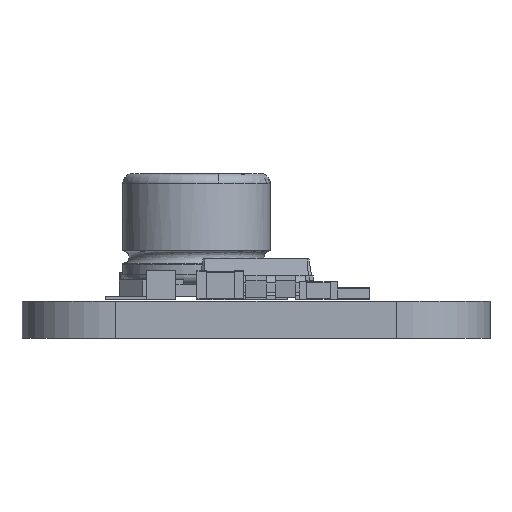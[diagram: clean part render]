
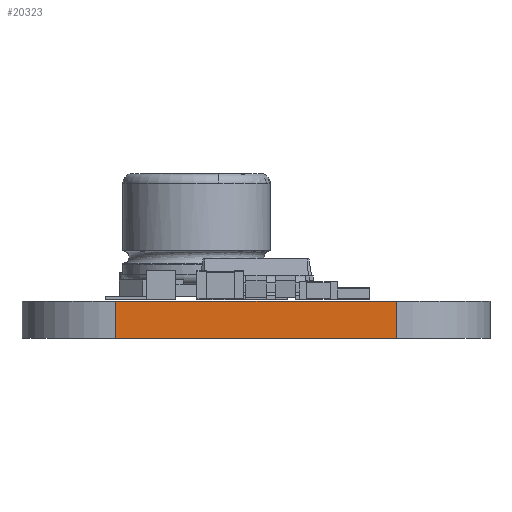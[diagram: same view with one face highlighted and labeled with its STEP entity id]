
A CAD part, left-side view. The second image highlights one B-rep face of the part: STEP entity #20323.
In plain terms, the highlighted planar face has unit normal (-1, 0, 0).
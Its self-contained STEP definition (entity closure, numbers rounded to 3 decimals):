
#20205 = EDGE_CURVE('',#20206,#20208,#20210,.T.);
#20206 = VERTEX_POINT('',#20207);
#20207 = CARTESIAN_POINT('',(87.4,-131.115,0.));
#20208 = VERTEX_POINT('',#20209);
#20209 = CARTESIAN_POINT('',(87.4,-131.115,1.6));
#20210 = SURFACE_CURVE('',#20211,(#20215,#20227),.PCURVE_S1.);
#20211 = LINE('',#20212,#20213);
#20212 = CARTESIAN_POINT('',(87.4,-131.115,0.));
#20213 = VECTOR('',#20214,1.);
#20214 = DIRECTION('',(0.,0.,1.));
#20215 = PCURVE('',#20216,#20221);
#20216 = CYLINDRICAL_SURFACE('',#20217,4.);
#20217 = AXIS2_PLACEMENT_3D('',#20218,#20219,#20220);
#20218 = CARTESIAN_POINT('',(91.4,-131.115,0.));
#20219 = DIRECTION('',(-0.,-0.,-1.));
#20220 = DIRECTION('',(1.,0.,-0.));
#20221 = DEFINITIONAL_REPRESENTATION('',(#20222),#20226);
#20222 = LINE('',#20223,#20224);
#20223 = CARTESIAN_POINT('',(-3.142,0.));
#20224 = VECTOR('',#20225,1.);
#20225 = DIRECTION('',(-0.,-1.));
#20226 = ( GEOMETRIC_REPRESENTATION_CONTEXT(2) 
PARAMETRIC_REPRESENTATION_CONTEXT() REPRESENTATION_CONTEXT('2D SPACE',''
  ) );
#20227 = PCURVE('',#20228,#20233);
#20228 = PLANE('',#20229);
#20229 = AXIS2_PLACEMENT_3D('',#20230,#20231,#20232);
#20230 = CARTESIAN_POINT('',(87.4,-119.115,0.));
#20231 = DIRECTION('',(1.,0.,-0.));
#20232 = DIRECTION('',(0.,-1.,0.));
#20233 = DEFINITIONAL_REPRESENTATION('',(#20234),#20238);
#20234 = LINE('',#20235,#20236);
#20235 = CARTESIAN_POINT('',(12.,0.));
#20236 = VECTOR('',#20237,1.);
#20237 = DIRECTION('',(0.,-1.));
#20238 = ( GEOMETRIC_REPRESENTATION_CONTEXT(2) 
PARAMETRIC_REPRESENTATION_CONTEXT() REPRESENTATION_CONTEXT('2D SPACE',''
  ) );
#20257 = PLANE('',#20258);
#20258 = AXIS2_PLACEMENT_3D('',#20259,#20260,#20261);
#20259 = CARTESIAN_POINT('',(112.4,-125.115,1.6));
#20260 = DIRECTION('',(0.,0.,1.));
#20261 = DIRECTION('',(1.,0.,-0.));
#20312 = PLANE('',#20313);
#20313 = AXIS2_PLACEMENT_3D('',#20314,#20315,#20316);
#20314 = CARTESIAN_POINT('',(112.4,-125.115,0.));
#20315 = DIRECTION('',(0.,0.,1.));
#20316 = DIRECTION('',(1.,0.,-0.));
#20323 = ADVANCED_FACE('',(#20324),#20228,.F.);
#20324 = FACE_BOUND('',#20325,.F.);
#20325 = EDGE_LOOP('',(#20326,#20356,#20377,#20378));
#20326 = ORIENTED_EDGE('',*,*,#20327,.T.);
#20327 = EDGE_CURVE('',#20328,#20330,#20332,.T.);
#20328 = VERTEX_POINT('',#20329);
#20329 = CARTESIAN_POINT('',(87.4,-119.115,0.));
#20330 = VERTEX_POINT('',#20331);
#20331 = CARTESIAN_POINT('',(87.4,-119.115,1.6));
#20332 = SURFACE_CURVE('',#20333,(#20337,#20344),.PCURVE_S1.);
#20333 = LINE('',#20334,#20335);
#20334 = CARTESIAN_POINT('',(87.4,-119.115,0.));
#20335 = VECTOR('',#20336,1.);
#20336 = DIRECTION('',(0.,0.,1.));
#20337 = PCURVE('',#20228,#20338);
#20338 = DEFINITIONAL_REPRESENTATION('',(#20339),#20343);
#20339 = LINE('',#20340,#20341);
#20340 = CARTESIAN_POINT('',(0.,0.));
#20341 = VECTOR('',#20342,1.);
#20342 = DIRECTION('',(0.,-1.));
#20343 = ( GEOMETRIC_REPRESENTATION_CONTEXT(2) 
PARAMETRIC_REPRESENTATION_CONTEXT() REPRESENTATION_CONTEXT('2D SPACE',''
  ) );
#20344 = PCURVE('',#20345,#20350);
#20345 = CYLINDRICAL_SURFACE('',#20346,4.);
#20346 = AXIS2_PLACEMENT_3D('',#20347,#20348,#20349);
#20347 = CARTESIAN_POINT('',(91.4,-119.115,0.));
#20348 = DIRECTION('',(-0.,-0.,-1.));
#20349 = DIRECTION('',(1.,0.,-0.));
#20350 = DEFINITIONAL_REPRESENTATION('',(#20351),#20355);
#20351 = LINE('',#20352,#20353);
#20352 = CARTESIAN_POINT('',(-3.142,0.));
#20353 = VECTOR('',#20354,1.);
#20354 = DIRECTION('',(-0.,-1.));
#20355 = ( GEOMETRIC_REPRESENTATION_CONTEXT(2) 
PARAMETRIC_REPRESENTATION_CONTEXT() REPRESENTATION_CONTEXT('2D SPACE',''
  ) );
#20356 = ORIENTED_EDGE('',*,*,#20357,.T.);
#20357 = EDGE_CURVE('',#20330,#20208,#20358,.T.);
#20358 = SURFACE_CURVE('',#20359,(#20363,#20370),.PCURVE_S1.);
#20359 = LINE('',#20360,#20361);
#20360 = CARTESIAN_POINT('',(87.4,-119.115,1.6));
#20361 = VECTOR('',#20362,1.);
#20362 = DIRECTION('',(0.,-1.,0.));
#20363 = PCURVE('',#20228,#20364);
#20364 = DEFINITIONAL_REPRESENTATION('',(#20365),#20369);
#20365 = LINE('',#20366,#20367);
#20366 = CARTESIAN_POINT('',(0.,-1.6));
#20367 = VECTOR('',#20368,1.);
#20368 = DIRECTION('',(1.,0.));
#20369 = ( GEOMETRIC_REPRESENTATION_CONTEXT(2) 
PARAMETRIC_REPRESENTATION_CONTEXT() REPRESENTATION_CONTEXT('2D SPACE',''
  ) );
#20370 = PCURVE('',#20257,#20371);
#20371 = DEFINITIONAL_REPRESENTATION('',(#20372),#20376);
#20372 = LINE('',#20373,#20374);
#20373 = CARTESIAN_POINT('',(-25.,6.));
#20374 = VECTOR('',#20375,1.);
#20375 = DIRECTION('',(0.,-1.));
#20376 = ( GEOMETRIC_REPRESENTATION_CONTEXT(2) 
PARAMETRIC_REPRESENTATION_CONTEXT() REPRESENTATION_CONTEXT('2D SPACE',''
  ) );
#20377 = ORIENTED_EDGE('',*,*,#20205,.F.);
#20378 = ORIENTED_EDGE('',*,*,#20379,.F.);
#20379 = EDGE_CURVE('',#20328,#20206,#20380,.T.);
#20380 = SURFACE_CURVE('',#20381,(#20385,#20392),.PCURVE_S1.);
#20381 = LINE('',#20382,#20383);
#20382 = CARTESIAN_POINT('',(87.4,-119.115,0.));
#20383 = VECTOR('',#20384,1.);
#20384 = DIRECTION('',(0.,-1.,0.));
#20385 = PCURVE('',#20228,#20386);
#20386 = DEFINITIONAL_REPRESENTATION('',(#20387),#20391);
#20387 = LINE('',#20388,#20389);
#20388 = CARTESIAN_POINT('',(0.,0.));
#20389 = VECTOR('',#20390,1.);
#20390 = DIRECTION('',(1.,0.));
#20391 = ( GEOMETRIC_REPRESENTATION_CONTEXT(2) 
PARAMETRIC_REPRESENTATION_CONTEXT() REPRESENTATION_CONTEXT('2D SPACE',''
  ) );
#20392 = PCURVE('',#20312,#20393);
#20393 = DEFINITIONAL_REPRESENTATION('',(#20394),#20398);
#20394 = LINE('',#20395,#20396);
#20395 = CARTESIAN_POINT('',(-25.,6.));
#20396 = VECTOR('',#20397,1.);
#20397 = DIRECTION('',(0.,-1.));
#20398 = ( GEOMETRIC_REPRESENTATION_CONTEXT(2) 
PARAMETRIC_REPRESENTATION_CONTEXT() REPRESENTATION_CONTEXT('2D SPACE',''
  ) );
